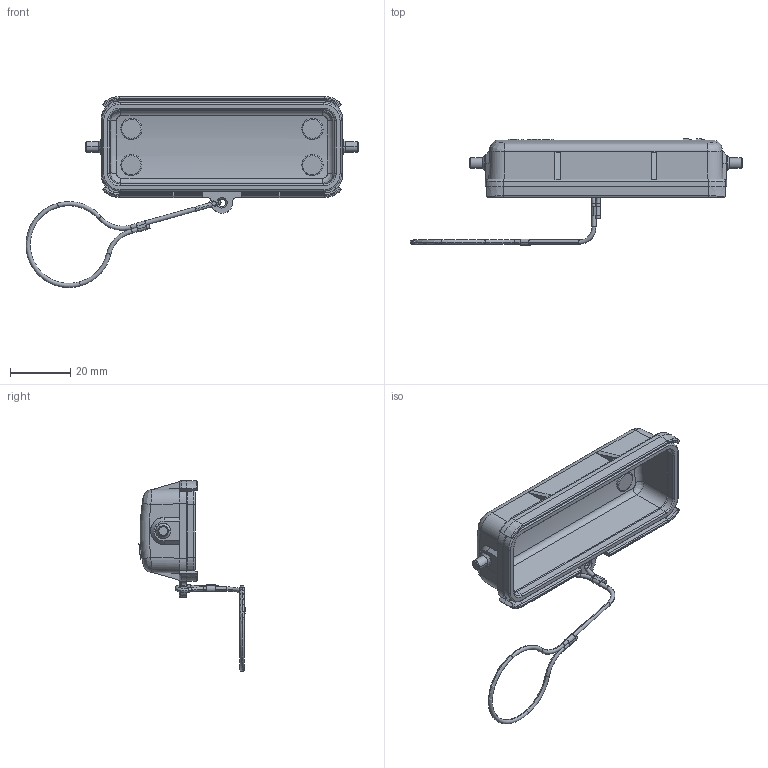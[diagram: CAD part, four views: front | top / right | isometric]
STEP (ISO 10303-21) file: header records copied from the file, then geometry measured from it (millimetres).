
FILE_DESCRIPTION((''),'2;1');
FILE_NAME('H16A-MCV-2B_1S','2024-01-27T',('11539'),(''),'PRO/ENGINEER BY PARAMETRIC TECHNOLOGY CORPORATION, 2012480','PRO/ENGINEER BY PARAMETRIC TECHNOLOGY CORPORATION, 2012480','');
FILE_SCHEMA(('CONFIG_CONTROL_DESIGN'));
Length unit declared in the file: millimetre
Products named in the file (1): H16A-MCV-2B_1S
Bounding box: 110.04 x 35.17 x 63.34 mm (x, y, z)
Volume: 12192.3 mm3; surface area: 14769.2 mm2
Topology: 1 solids, 1 shells, 390 faces, 992 edges, 621 vertices
Faces by surface type: plane 155, cylinder 114, torus 47, cone 37, bspline 36, sphere 1
Entity records: 14667 total; most frequent: CARTESIAN_POINT 5511, ORIENTED_EDGE 1984, DIRECTION 1808, EDGE_CURVE 992, AXIS2_PLACEMENT_3D 686, VERTEX_POINT 622, VECTOR 436, LINE 436
